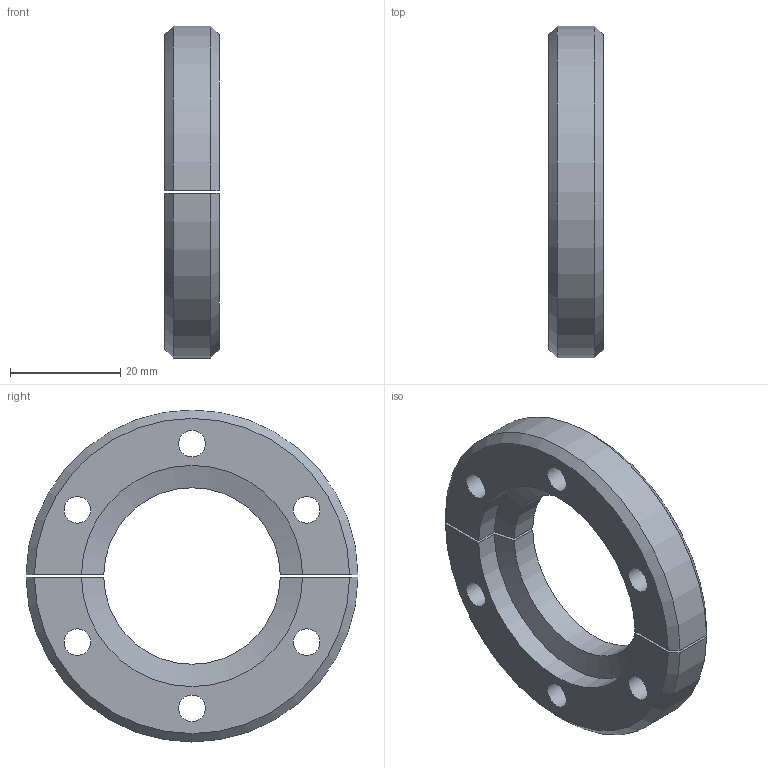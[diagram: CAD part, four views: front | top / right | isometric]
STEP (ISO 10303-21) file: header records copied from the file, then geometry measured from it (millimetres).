
FILE_DESCRIPTION( ( 'Unknown' ), '1' );
FILE_NAME( 'QF25-100-BC.stp', 'Unknown', ( 'Unknown' ), ( 'Unknown' ), 'PSStep 13.0', 'Unknown', ' ' );
FILE_SCHEMA( ( 'AUTOMOTIVE_DESIGN { 1 0 10303 214 1 1 1 1 }' ) );
Length unit declared in the file: millimetre
Products named in the file (2): 1
Bounding box: 9.83 x 60.2 x 60.2 mm (x, y, z)
Volume: 16372.4 mm3; surface area: 7696.3 mm2
Topology: 2 solids, 2 shells, 26 faces, 66 edges, 44 vertices
Faces by surface type: cylinder 12, plane 8, cone 6
Full cylindrical faces by diameter (mm): 4.826 x6
Entity records: 1026 total; most frequent: DIRECTION 144, CARTESIAN_POINT 132, ORIENTED_EDGE 120, EDGE_CURVE 60, AXIS2_PLACEMENT_3D 56, EDGE_LOOP 44, VERTEX_POINT 44, FACE_OUTER_BOUND 32
